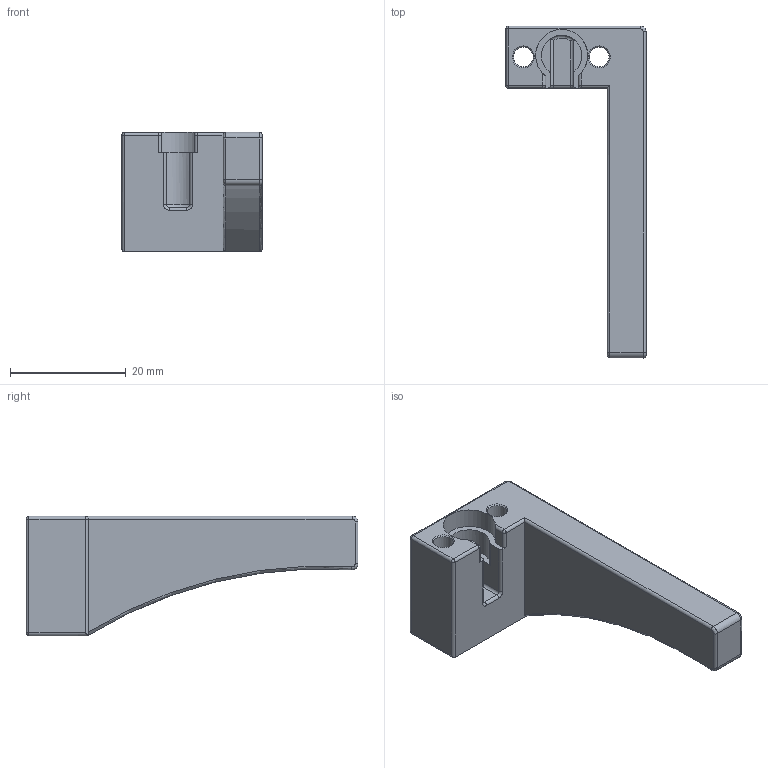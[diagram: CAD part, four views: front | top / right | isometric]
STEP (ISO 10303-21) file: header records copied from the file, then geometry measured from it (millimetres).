
FILE_DESCRIPTION(/* description */ (''),/* implementation_level */ '2;1');
FILE_NAME(/* name */ 'Ebb36 Mount Sherpa Mini.step',/* time_stamp */ '2024-05-31T17:05:37+08:00',/* author */ (''),/* organization */ (''),/* preprocessor_version */ 'ST-DEVELOPER v20',/* originating_system */ 'Autodesk Translation Framework v13.14.0.145',/* authorisation */ '');
FILE_SCHEMA (('AUTOMOTIVE_DESIGN { 1 0 10303 214 3 1 1 }'));
Length unit declared in the file: millimetre
Products named in the file (2): Daksh V2ool RD Beta v3_Ebb36 Mount Sherpa Mini RD (1); Ebb36 Mount Sherpa Mini (1) (1)
Assembly tree (1 placements, depth 2):
  Daksh V2ool RD Beta v3_Ebb36 Mount Sherpa Mini RD (1)
    Ebb36 Mount Sherpa Mini (1) (1)
Bounding box: 24.21 x 57.35 x 20.67 mm (x, y, z)
Volume: 7996.5 mm3; surface area: 4397.7 mm2
Topology: 1 solids, 1 shells, 74 faces, 173 edges, 103 vertices
Faces by surface type: cylinder 34, plane 18, cone 6, bspline 6, torus 5, sphere 5
Full cylindrical faces by diameter (mm): 3.4 x2, 4.7 x2
Entity records: 2290 total; most frequent: CARTESIAN_POINT 508, DIRECTION 393, ORIENTED_EDGE 346, EDGE_CURVE 173, AXIS2_PLACEMENT_3D 157, VERTEX_POINT 103, CIRCLE 84, EDGE_LOOP 80
